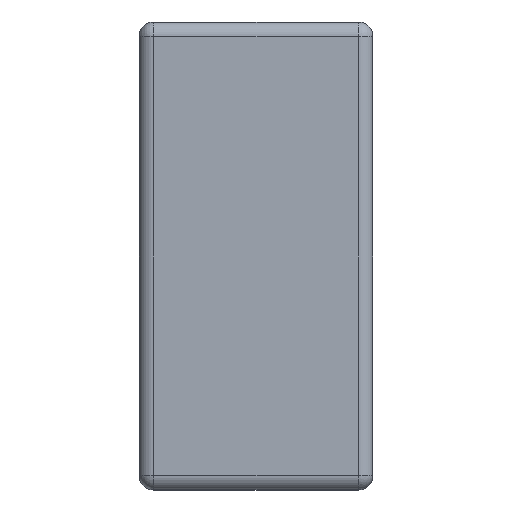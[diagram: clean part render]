
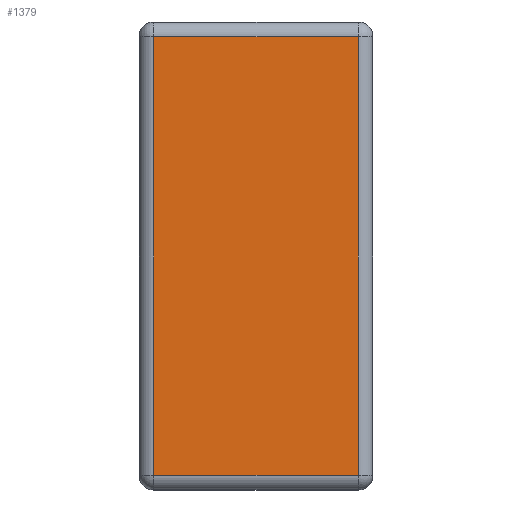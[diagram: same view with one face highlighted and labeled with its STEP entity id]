
A CAD part, left-side view. The second image highlights one B-rep face of the part: STEP entity #1379.
In plain terms, the highlighted planar face has unit normal (-1, 0, 0).
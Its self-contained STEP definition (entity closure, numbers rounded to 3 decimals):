
#13 = FACE_OUTER_BOUND ( 'NONE', #127, .T. ) ;
#42 = CARTESIAN_POINT ( 'NONE',  ( -1.6, 0.75, 0.75 ) ) ;
#54 = LINE ( 'NONE', #1594, #751 ) ;
#127 = EDGE_LOOP ( 'NONE', ( #661, #1209, #568, #1357 ) ) ;
#176 = VECTOR ( 'NONE', #1577, 1000. ) ;
#195 = VERTEX_POINT ( 'NONE', #42 ) ;
#308 = CARTESIAN_POINT ( 'NONE',  ( -1.6, 0.8, -0.75 ) ) ;
#334 = VECTOR ( 'NONE', #1633, 1000. ) ;
#423 = VECTOR ( 'NONE', #798, 1000. ) ;
#483 = CARTESIAN_POINT ( 'NONE',  ( -1.6, 0.75, -0.75 ) ) ;
#535 = EDGE_CURVE ( 'NONE', #1265, #195, #1175, .T. ) ;
#568 = ORIENTED_EDGE ( 'NONE', *, *, #1374, .T. ) ;
#661 = ORIENTED_EDGE ( 'NONE', *, *, #1702, .T. ) ;
#710 = LINE ( 'NONE', #308, #334 ) ;
#751 = VECTOR ( 'NONE', #1723, 1000. ) ;
#798 = DIRECTION ( 'NONE',  ( 0., 1., 0. ) ) ;
#893 = CARTESIAN_POINT ( 'NONE',  ( -1.6, 0.05, -0.75 ) ) ;
#957 = LINE ( 'NONE', #1123, #176 ) ;
#993 = VERTEX_POINT ( 'NONE', #483 ) ;
#1099 = AXIS2_PLACEMENT_3D ( 'NONE', #1147, #1156, #1173 ) ;
#1123 = CARTESIAN_POINT ( 'NONE',  ( -1.6, 0.75, 0.8 ) ) ;
#1147 = CARTESIAN_POINT ( 'NONE',  ( -1.6, 0.8, 0.8 ) ) ;
#1156 = DIRECTION ( 'NONE',  ( 1., 0., 0. ) ) ;
#1173 = DIRECTION ( 'NONE',  ( 0., 0., -1. ) ) ;
#1175 = LINE ( 'NONE', #1603, #423 ) ;
#1209 = ORIENTED_EDGE ( 'NONE', *, *, #1641, .T. ) ;
#1231 = VERTEX_POINT ( 'NONE', #893 ) ;
#1265 = VERTEX_POINT ( 'NONE', #1456 ) ;
#1357 = ORIENTED_EDGE ( 'NONE', *, *, #535, .T. ) ;
#1374 = EDGE_CURVE ( 'NONE', #1231, #1265, #54, .T. ) ;
#1379 = ADVANCED_FACE ( 'NONE', ( #13 ), #1417, .F. ) ;
#1417 = PLANE ( 'NONE',  #1099 ) ;
#1456 = CARTESIAN_POINT ( 'NONE',  ( -1.6, 0.05, 0.75 ) ) ;
#1577 = DIRECTION ( 'NONE',  ( 0., 0., -1. ) ) ;
#1594 = CARTESIAN_POINT ( 'NONE',  ( -1.6, 0.05, 0.8 ) ) ;
#1603 = CARTESIAN_POINT ( 'NONE',  ( -1.6, 0.8, 0.75 ) ) ;
#1633 = DIRECTION ( 'NONE',  ( 0., -1., 0. ) ) ;
#1641 = EDGE_CURVE ( 'NONE', #993, #1231, #710, .T. ) ;
#1702 = EDGE_CURVE ( 'NONE', #195, #993, #957, .T. ) ;
#1723 = DIRECTION ( 'NONE',  ( 0., 0., 1. ) ) ;
